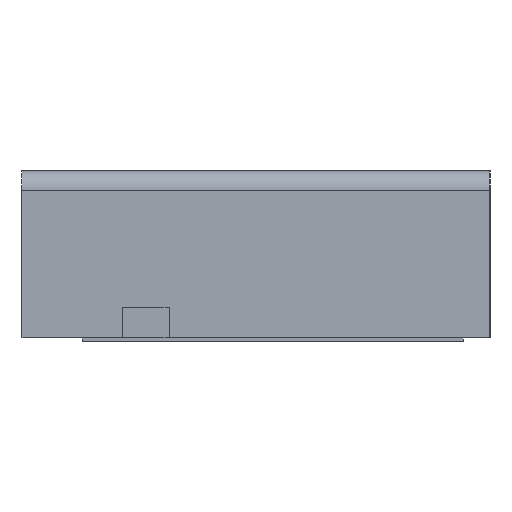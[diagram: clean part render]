
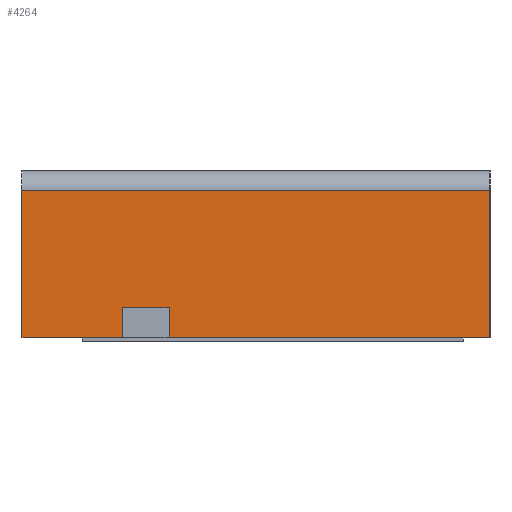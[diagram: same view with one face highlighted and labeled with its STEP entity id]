
A CAD part, left-side view. The second image highlights one B-rep face of the part: STEP entity #4264.
In plain terms, the highlighted planar face has unit normal (-1, 0, 0).
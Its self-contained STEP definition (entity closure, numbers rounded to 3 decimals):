
#498=FACE_OUTER_BOUND('',#739,.T.);
#739=EDGE_LOOP('',(#2936,#2937,#2938,#2939,#2940,#2941,#2942,#2943));
#971=LINE('',#5239,#1337);
#1025=LINE('',#5372,#1391);
#1029=LINE('',#5380,#1395);
#1032=LINE('',#5386,#1398);
#1036=LINE('',#5393,#1402);
#1037=LINE('',#5395,#1403);
#1038=LINE('',#5397,#1404);
#1039=LINE('',#5398,#1405);
#1337=VECTOR('',#4631,10.);
#1391=VECTOR('',#4743,10.);
#1395=VECTOR('',#4749,10.);
#1398=VECTOR('',#4754,10.);
#1402=VECTOR('',#4762,10.);
#1403=VECTOR('',#4763,10.);
#1404=VECTOR('',#4764,10.);
#1405=VECTOR('',#4765,10.);
#1703=VERTEX_POINT('',#5237);
#1704=VERTEX_POINT('',#5238);
#1747=VERTEX_POINT('',#5370);
#1748=VERTEX_POINT('',#5371);
#1751=VERTEX_POINT('',#5379);
#1753=VERTEX_POINT('',#5385);
#1755=VERTEX_POINT('',#5394);
#1756=VERTEX_POINT('',#5396);
#2145=EDGE_CURVE('',#1703,#1704,#971,.T.);
#2208=EDGE_CURVE('',#1747,#1748,#1025,.T.);
#2212=EDGE_CURVE('',#1751,#1747,#1029,.T.);
#2215=EDGE_CURVE('',#1753,#1751,#1032,.T.);
#2219=EDGE_CURVE('',#1748,#1704,#1036,.T.);
#2220=EDGE_CURVE('',#1703,#1755,#1037,.T.);
#2221=EDGE_CURVE('',#1756,#1755,#1038,.T.);
#2222=EDGE_CURVE('',#1756,#1753,#1039,.T.);
#2936=ORIENTED_EDGE('',*,*,#2215,.T.);
#2937=ORIENTED_EDGE('',*,*,#2212,.T.);
#2938=ORIENTED_EDGE('',*,*,#2208,.T.);
#2939=ORIENTED_EDGE('',*,*,#2219,.T.);
#2940=ORIENTED_EDGE('',*,*,#2145,.F.);
#2941=ORIENTED_EDGE('',*,*,#2220,.T.);
#2942=ORIENTED_EDGE('',*,*,#2221,.F.);
#2943=ORIENTED_EDGE('',*,*,#2222,.T.);
#4128=PLANE('',#4525);
#4264=ADVANCED_FACE('',(#498),#4128,.T.);
#4525=AXIS2_PLACEMENT_3D('',#5392,#4760,#4761);
#4631=DIRECTION('',(0.,0.,-1.));
#4743=DIRECTION('',(0.,0.,-1.));
#4749=DIRECTION('',(0.,-1.,0.));
#4754=DIRECTION('',(0.,0.,1.));
#4760=DIRECTION('center_axis',(-1.,0.,0.));
#4761=DIRECTION('ref_axis',(0.,0.,1.));
#4762=DIRECTION('',(0.,-1.,0.));
#4763=DIRECTION('',(0.,1.,0.));
#4764=DIRECTION('',(0.,0.,1.));
#4765=DIRECTION('',(0.,-1.,0.));
#5237=CARTESIAN_POINT('',(-4.5,-3.5,2.25));
#5238=CARTESIAN_POINT('',(-4.5,-3.5,0.05));
#5239=CARTESIAN_POINT('',(-4.5,-3.5,0.05));
#5370=CARTESIAN_POINT('',(-4.5,1.3,0.5));
#5371=CARTESIAN_POINT('',(-4.5,1.3,0.05));
#5372=CARTESIAN_POINT('',(-4.5,1.3,0.275));
#5379=CARTESIAN_POINT('',(-4.5,2.,0.5));
#5380=CARTESIAN_POINT('',(-4.5,1.,0.5));
#5385=CARTESIAN_POINT('',(-4.5,2.,0.05));
#5386=CARTESIAN_POINT('',(-4.5,2.,0.05));
#5392=CARTESIAN_POINT('Origin',(-4.5,0.,0.05));
#5393=CARTESIAN_POINT('',(-4.5,0.,0.05));
#5394=CARTESIAN_POINT('',(-4.5,3.5,2.25));
#5395=CARTESIAN_POINT('',(-4.5,0.,2.25));
#5396=CARTESIAN_POINT('',(-4.5,3.5,0.05));
#5397=CARTESIAN_POINT('',(-4.5,3.5,0.05));
#5398=CARTESIAN_POINT('',(-4.5,0.,0.05));
